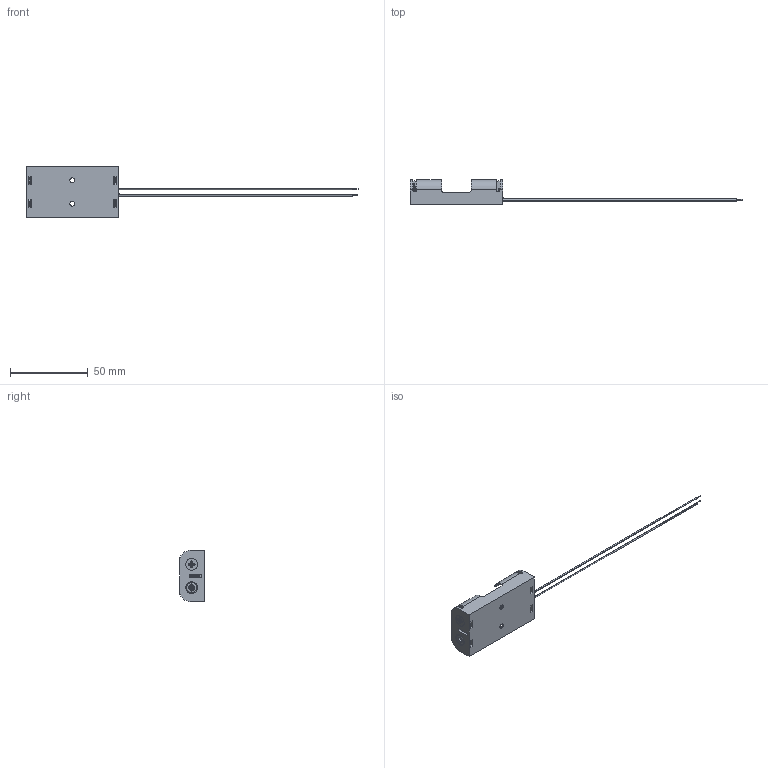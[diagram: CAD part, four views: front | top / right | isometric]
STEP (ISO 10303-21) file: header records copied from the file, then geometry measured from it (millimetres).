
FILE_DESCRIPTION (( 'STEP AP214' ), '1' );
FILE_NAME ('2463.STEP', '2013-06-10T16:33:38', ( 'Richard Maletta' ), ( '' ), 'SwSTEP 2.0', 'SolidWorks 2009', '' );
FILE_SCHEMA (( 'AUTOMOTIVE_DESIGN' ));
Length unit declared in the file: millimetre
Products named in the file (1): 2463
Bounding box: 213.79 x 16 x 32.92 mm (x, y, z)
Volume: 6627.9 mm3; surface area: 11987.9 mm2
Topology: 9 solids, 9 shells, 350 faces, 916 edges, 584 vertices
Faces by surface type: plane 194, cylinder 106, torus 40, bspline 6, cone 4
Entity records: 19636 total; most frequent: CARTESIAN_POINT 6915, DIRECTION 1850, ORIENTED_EDGE 1808, EDGE_CURVE 904, AXIS2_PLACEMENT_3D 653, VERTEX_POINT 578, LINE 544, VECTOR 544
